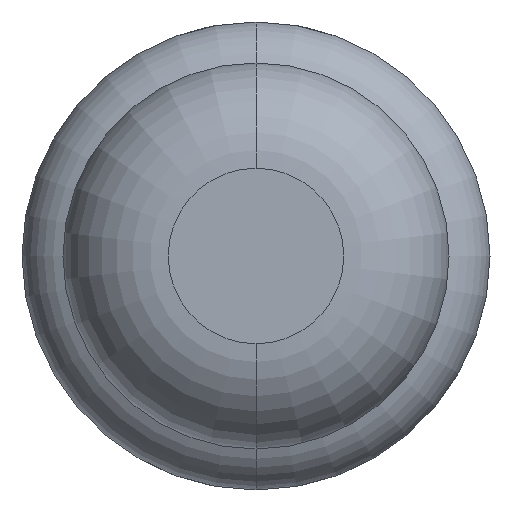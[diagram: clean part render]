
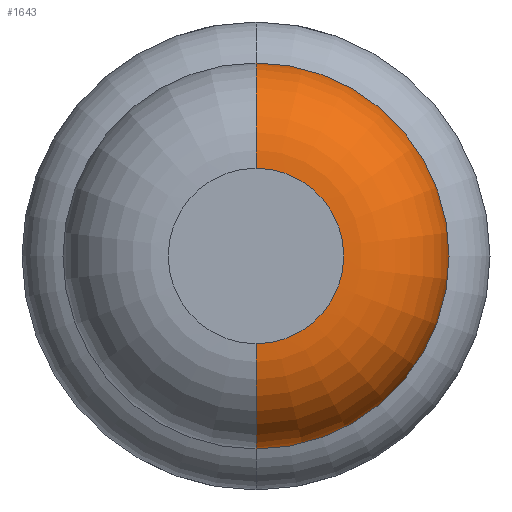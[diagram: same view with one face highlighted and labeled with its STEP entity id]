
A CAD part, front view. The second image highlights one B-rep face of the part: STEP entity #1643.
In plain terms, the highlighted toroidal (fillet/blend) face has major radius 0.375 mm and minor radius 0.45 mm.
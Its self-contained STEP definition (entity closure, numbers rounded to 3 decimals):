
#148 = VERTEX_POINT ( 'NONE', #1102 ) ;
#298 = AXIS2_PLACEMENT_3D ( 'NONE', #686, #2343, #643 ) ;
#349 = EDGE_CURVE ( 'NONE', #508, #1762, #437, .T. ) ;
#437 = CIRCLE ( 'NONE', #2090, 0.45 ) ;
#487 = DIRECTION ( 'NONE',  ( 0., 0., 1. ) ) ;
#508 = VERTEX_POINT ( 'NONE', #2070 ) ;
#525 = CIRCLE ( 'NONE', #1802, 0.45 ) ;
#643 = DIRECTION ( 'NONE',  ( 0., 0., 1. ) ) ;
#668 = ORIENTED_EDGE ( 'NONE', *, *, #349, .T. ) ;
#686 = CARTESIAN_POINT ( 'NONE',  ( 0., -23.55, 0. ) ) ;
#753 = TOROIDAL_SURFACE ( 'NONE', #298, 0.375, 0.45 ) ;
#765 = CARTESIAN_POINT ( 'NONE',  ( 0., -23.55, 0.375 ) ) ;
#987 = CIRCLE ( 'NONE', #2341, 0.825 ) ;
#1027 = CIRCLE ( 'NONE', #3116, 0.375 ) ;
#1102 = CARTESIAN_POINT ( 'NONE',  ( 0., -23.55, 0.825 ) ) ;
#1147 = ORIENTED_EDGE ( 'NONE', *, *, #1979, .F. ) ;
#1643 = ADVANCED_FACE ( 'Defeature ausgef�hrt1_2', ( #1914 ), #753, .T. ) ;
#1762 = VERTEX_POINT ( 'NONE', #1860 ) ;
#1802 = AXIS2_PLACEMENT_3D ( 'NONE', #765, #2203, #487 ) ;
#1833 = DIRECTION ( 'NONE',  ( 0., 0., 1. ) ) ;
#1860 = CARTESIAN_POINT ( 'NONE',  ( 0., -23.55, -0.825 ) ) ;
#1914 = FACE_OUTER_BOUND ( 'NONE', #2952, .T. ) ;
#1936 = DIRECTION ( 'NONE',  ( 0., 0., -1. ) ) ;
#1959 = ORIENTED_EDGE ( 'NONE', *, *, #2969, .F. ) ;
#1973 = DIRECTION ( 'NONE',  ( 1., 0., 0. ) ) ;
#1979 = EDGE_CURVE ( 'Defeature ausgef�hrt1_3+Defeature ausgef�hrt1_2+Defeature ausgef�hrt1_2+Defeature ausgef�hrt1_2', #148, #1762, #987, .T. ) ;
#2070 = CARTESIAN_POINT ( 'NONE',  ( 0., -24., -0.375 ) ) ;
#2090 = AXIS2_PLACEMENT_3D ( 'NONE', #2231, #1973, #1936 ) ;
#2203 = DIRECTION ( 'NONE',  ( -1., 0., 0. ) ) ;
#2231 = CARTESIAN_POINT ( 'NONE',  ( 0., -23.55, -0.375 ) ) ;
#2240 = EDGE_CURVE ( 'Defeature ausgef�hrt1_2+Defeature ausgef�hrt1_1+Defeature ausgef�hrt1_1+Defeature ausgef�hrt1_1', #2915, #508, #1027, .T. ) ;
#2341 = AXIS2_PLACEMENT_3D ( 'NONE', #2931, #2857, #1833 ) ;
#2343 = DIRECTION ( 'NONE',  ( 0., 1., 0. ) ) ;
#2722 = CARTESIAN_POINT ( 'NONE',  ( 0., -24., 0. ) ) ;
#2857 = DIRECTION ( 'NONE',  ( 0., 1., 0. ) ) ;
#2915 = VERTEX_POINT ( 'NONE', #3086 ) ;
#2931 = CARTESIAN_POINT ( 'NONE',  ( 0., -23.55, 0. ) ) ;
#2952 = EDGE_LOOP ( 'NONE', ( #3439, #668, #1147, #1959 ) ) ;
#2969 = EDGE_CURVE ( 'NONE', #2915, #148, #525, .T. ) ;
#3086 = CARTESIAN_POINT ( 'NONE',  ( 0., -24., 0.375 ) ) ;
#3116 = AXIS2_PLACEMENT_3D ( 'NONE', #2722, #3550, #3275 ) ;
#3275 = DIRECTION ( 'NONE',  ( 0., 0., 1. ) ) ;
#3439 = ORIENTED_EDGE ( 'NONE', *, *, #2240, .T. ) ;
#3550 = DIRECTION ( 'NONE',  ( 0., 1., 0. ) ) ;
